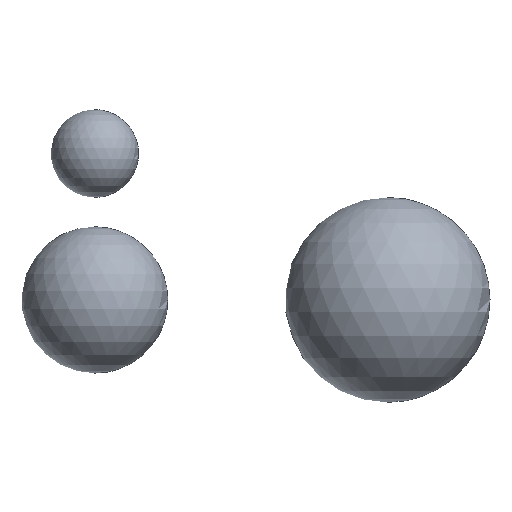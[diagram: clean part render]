
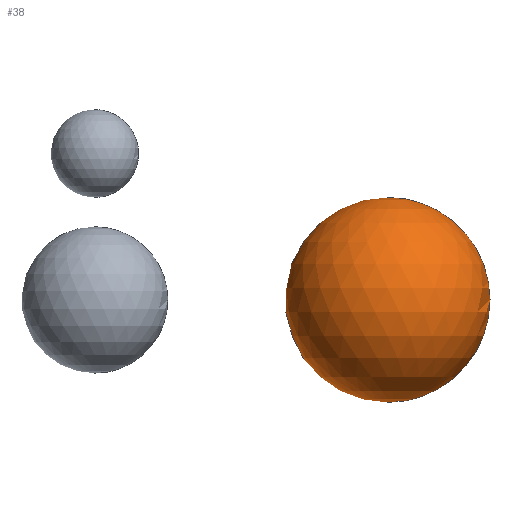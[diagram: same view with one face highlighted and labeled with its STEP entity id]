
A CAD part, front view. The second image highlights one B-rep face of the part: STEP entity #38.
In plain terms, the highlighted spherical face has radius 7 mm.
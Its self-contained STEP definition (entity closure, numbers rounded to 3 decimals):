
#2 = DIRECTION('Z-axis',(0.,0.,1.));
#3 = DIRECTION('X-axis',(1.,0.,0.));
#30 = CARTESIAN_POINT('Sphere2 Center',(20.,0.,0.));
#31 = AXIS2_PLACEMENT_3D('Sphere2 CS',#30,#2,#3);
#32 = SPHERICAL_SURFACE('Sphere2 Surface',#31,7.0);
#33 = VERTEX_POINT('Sphere2 Vertex',#30);
#34 = EDGE_CURVE('Sphere2 Edge',#33,#33,#32,.T.);
#35 = ORIENTED_EDGE('',*,*,#34,.T.);
#36 = EDGE_LOOP('Sphere2 Loop',(#35));
#37 = FACE_BOUND('Sphere2 Bound',#36,.T.);
#38 = ADVANCED_FACE('Sphere2 Face',(#37),#32,.T.);
